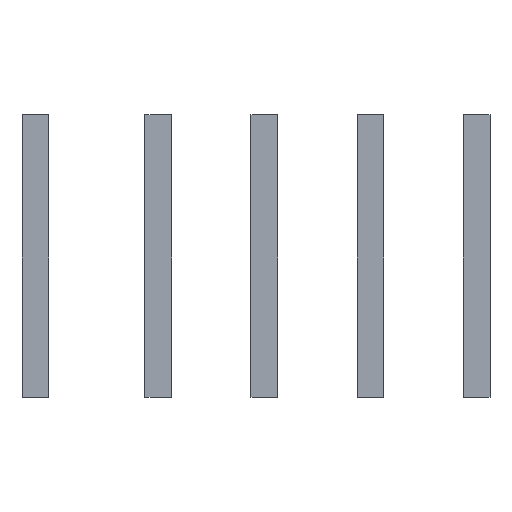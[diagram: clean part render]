
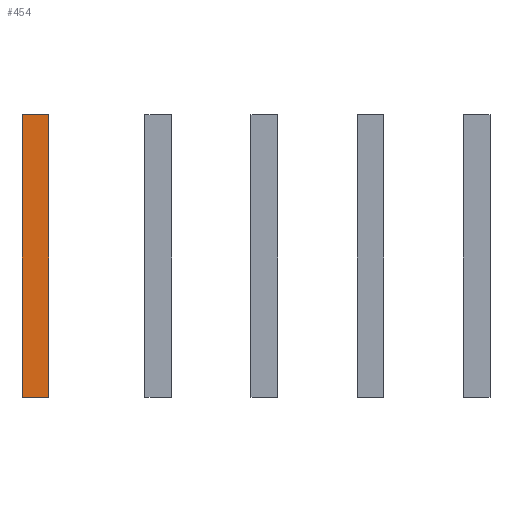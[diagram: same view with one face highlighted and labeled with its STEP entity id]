
A CAD part, top view. The second image highlights one B-rep face of the part: STEP entity #454.
In plain terms, the highlighted planar face has unit normal (0, 0, 1).
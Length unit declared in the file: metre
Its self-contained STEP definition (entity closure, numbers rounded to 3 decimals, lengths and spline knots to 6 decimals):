
#36=ORIENTED_EDGE('',*,*,#142,.F.);
#37=ORIENTED_EDGE('',*,*,#146,.T.);
#38=ORIENTED_EDGE('',*,*,#149,.T.);
#39=ORIENTED_EDGE('',*,*,#151,.F.);
#142=EDGE_CURVE('',#202,#203,#242,.T.);
#146=EDGE_CURVE('',#202,#205,#246,.T.);
#149=EDGE_CURVE('',#205,#207,#249,.T.);
#151=EDGE_CURVE('',#203,#207,#251,.T.);
#202=VERTEX_POINT('',#707);
#203=VERTEX_POINT('',#709);
#205=VERTEX_POINT('',#715);
#207=VERTEX_POINT('',#721);
#242=LINE('',#708,#302);
#246=LINE('',#716,#306);
#249=LINE('',#722,#309);
#251=LINE('',#725,#311);
#302=VECTOR('',#577,1.);
#306=VECTOR('',#583,1.);
#309=VECTOR('',#588,1.);
#311=VECTOR('',#592,1.);
#364=EDGE_LOOP('',(#36,#37,#38,#39));
#394=FACE_BOUND('',#364,.T.);
#424=PLANE('',#541);
#454=ADVANCED_FACE('',(#394),#424,.T.);
#541=AXIS2_PLACEMENT_3D('',#726,#593,#594);
#577=DIRECTION('',(1.,0.,0.));
#583=DIRECTION('',(0.,-1.,0.));
#588=DIRECTION('',(1.,0.,0.));
#592=DIRECTION('',(0.,-1.,0.));
#593=DIRECTION('',(0.,0.,1.));
#594=DIRECTION('',(1.,0.,0.));
#707=CARTESIAN_POINT('',(-0.03825,0.00315,0.0073));
#708=CARTESIAN_POINT('',(-0.03585,0.00315,0.0073));
#709=CARTESIAN_POINT('',(-0.03345,0.00315,0.0073));
#715=CARTESIAN_POINT('',(-0.03825,-0.0474,0.0073));
#716=CARTESIAN_POINT('',(-0.03825,-0.022125,0.0073));
#721=CARTESIAN_POINT('',(-0.03345,-0.0474,0.0073));
#722=CARTESIAN_POINT('',(-0.03585,-0.0474,0.0073));
#725=CARTESIAN_POINT('',(-0.03345,-0.022125,0.0073));
#726=CARTESIAN_POINT('',(0.00365,-0.022125,0.0073));
